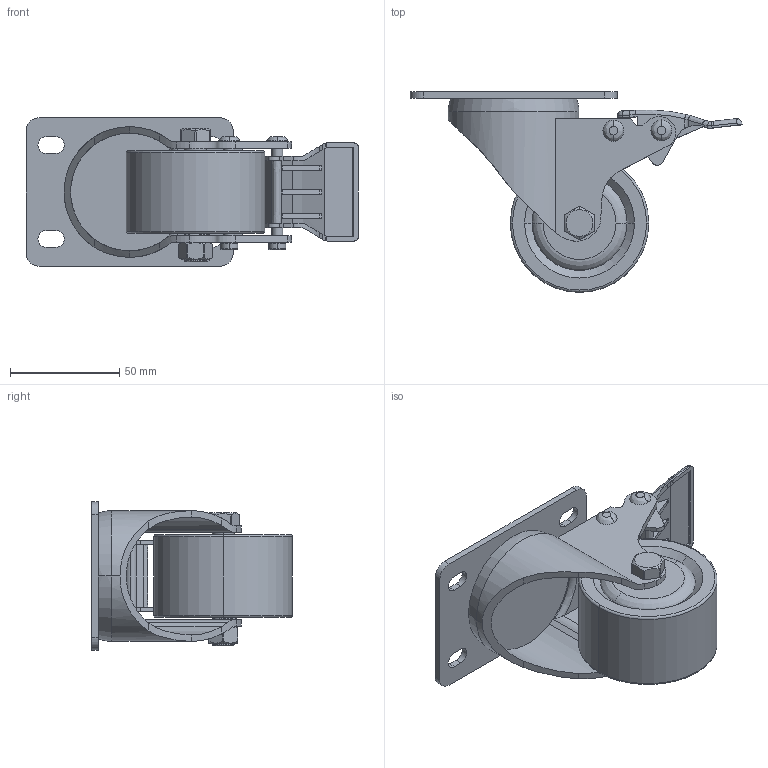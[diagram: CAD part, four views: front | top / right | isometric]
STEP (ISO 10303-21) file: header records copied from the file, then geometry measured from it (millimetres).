
FILE_DESCRIPTION((''),'2;1');
FILE_NAME('2DIAN5CUN-DZX-SC_ASM','2021-03-27T',('Administrator'),(''),'PRO/ENGINEER BY PARAMETRIC TECHNOLOGY CORPORATION, 2013240','PRO/ENGINEER BY PARAMETRIC TECHNOLOGY CORPORATION, 2013240','');
FILE_SCHEMA(('CONFIG_CONTROL_DESIGN'));
Length unit declared in the file: millimetre
Products named in the file (7): DIBAN-95X68; 2DIAN5CUN-ZTBAN-DIZX; LUNZI-63O5X38; LUODING-61; LUOMAO-15; SAHCHE; 2DIAN5CUN-DZX-SC_ASM
Assembly tree (6 placements, depth 2):
  2DIAN5CUN-DZX-SC_ASM
    DIBAN-95X68
    2DIAN5CUN-ZTBAN-DIZX
    LUNZI-63O5X38
    LUODING-61
    LUOMAO-15
    SAHCHE
Bounding box: 152.26 x 92 x 68 mm (x, y, z)
Volume: 190435.1 mm3; surface area: 66206.6 mm2
Topology: 7 solids, 7 shells, 360 faces, 938 edges, 605 vertices
Faces by surface type: cylinder 136, plane 121, bspline 41, torus 32, extrusion 22, cone 6, sphere 2
Entity records: 16491 total; most frequent: CARTESIAN_POINT 7896, ORIENTED_EDGE 1876, DIRECTION 1586, EDGE_CURVE 938, VERTEX_POINT 605, AXIS2_PLACEMENT_3D 583, VECTOR 420, LINE 398
